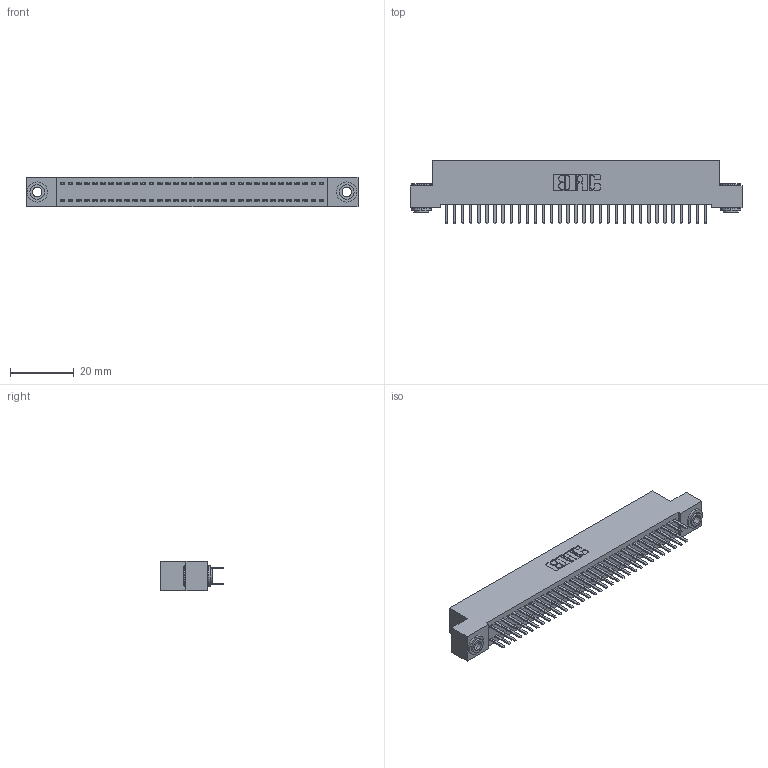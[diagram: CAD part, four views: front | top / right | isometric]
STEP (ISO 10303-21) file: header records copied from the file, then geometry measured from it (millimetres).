
FILE_DESCRIPTION (( 'STEP AP203' ), '1' );
FILE_NAME ('392-066-520-203.STEP', '2018-08-17T22:01:41', ( '' ), ( '' ), 'SwSTEP 2.0', 'SolidWorks 2016', '' );
FILE_SCHEMA (( 'CONFIG_CONTROL_DESIGN' ));
Length unit declared in the file: inch
Products named in the file (4): 342 Part_.156 TH; 345-292-001_345-293-120; 342-250-002_345-250-002-102; 392-066-520-203
Assembly tree (69 placements, depth 2):
  392-066-520-203
    342 Part_.156 TH
    345-292-001_345-293-120  x66
    342-250-002_345-250-002-102  x2
Bounding box: 104.14 x 20.02 x 9.4 mm (x, y, z)
Volume: 9308.2 mm3; surface area: 15075.2 mm2
Topology: 69 solids, 69 shells, 3844 faces, 11133 edges, 7242 vertices
Faces by surface type: plane 2584, cylinder 1252, cone 8
Entity records: 23026 total; most frequent: CARTESIAN_POINT 3813, ORIENTED_EDGE 3730, DIRECTION 3295, EDGE_CURVE 1865, VECTOR 1709, LINE 1709, VERTEX_POINT 1238, AXIS2_PLACEMENT_3D 793
